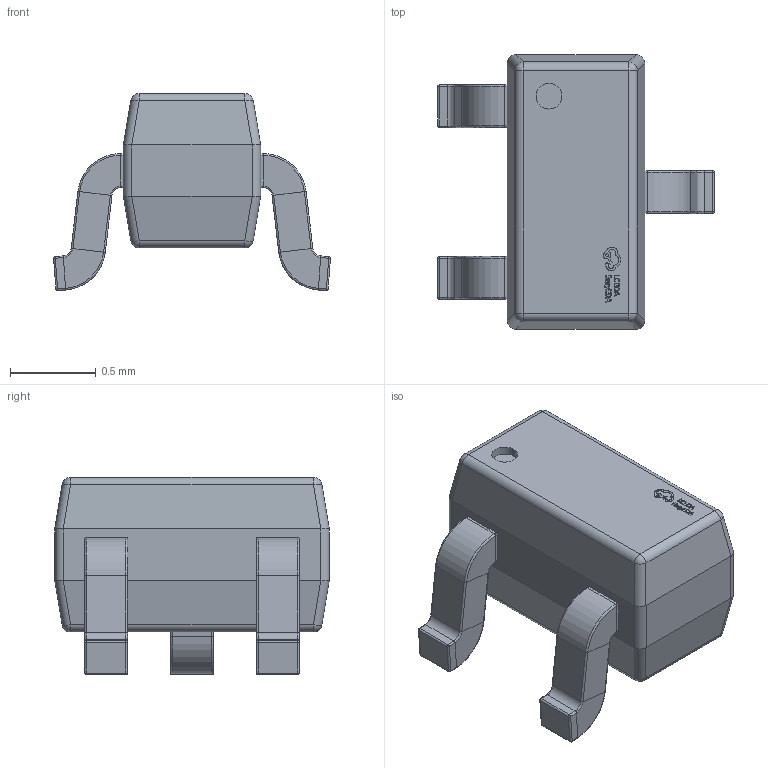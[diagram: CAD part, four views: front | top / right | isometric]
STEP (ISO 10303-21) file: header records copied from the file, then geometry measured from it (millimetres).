
FILE_DESCRIPTION (( 'STEP AP214' ), '1' );
FILE_NAME ('SOT-523-3P_L1.6-W0.8-H0.9-LS1.6-P0.50.step', '2025-04-24T10:08:06', ( '' ), ( '' ), 'SwSTEP 2.0', 'SolidWorks 2021', '' );
FILE_SCHEMA (( 'AUTOMOTIVE_DESIGN' ));
Length unit declared in the file: millimetre
Products named in the file (1): SOT-523-3P_L1.6-W0.8-H0.9-LS1.6-P0.50
Bounding box: 1.61 x 1.6 x 1.15 mm (x, y, z)
Volume: 1.2 mm3; surface area: 8.7 mm2
Topology: 17 solids, 17 shells, 429 faces, 1035 edges, 635 vertices
Faces by surface type: plane 202, bspline 98, cylinder 82, torus 24, sphere 23
Entity records: 17636 total; most frequent: CARTESIAN_POINT 3460, ORIENTED_EDGE 2046, DIRECTION 1641, EDGE_CURVE 1023, VERTEX_POINT 629, LINE 621, VECTOR 621, AXIS2_PLACEMENT_3D 510
